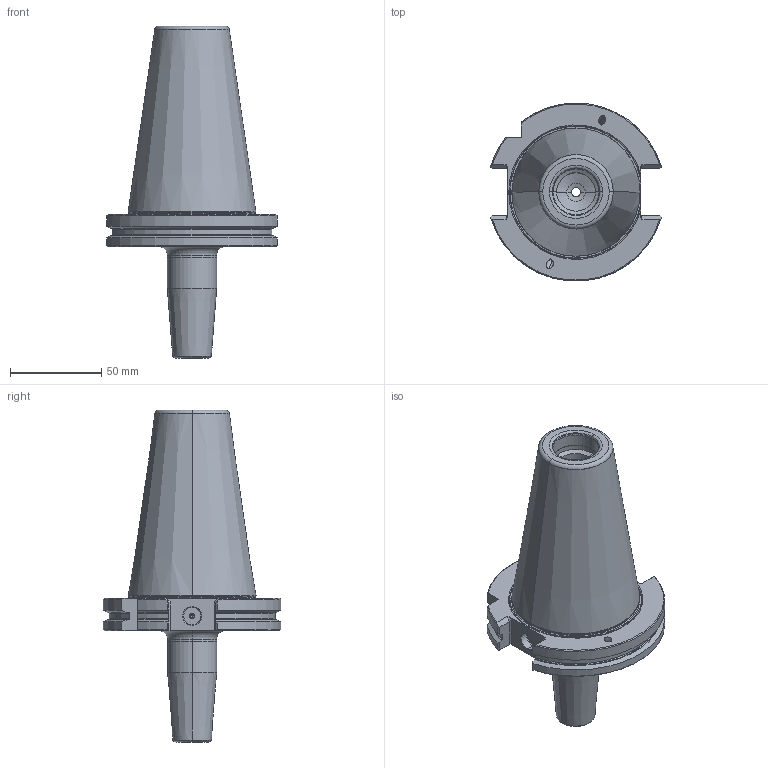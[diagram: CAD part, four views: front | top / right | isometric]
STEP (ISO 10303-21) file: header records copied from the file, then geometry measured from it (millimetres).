
FILE_DESCRIPTION(('no description'),'unknown implementation level');
FILE_NAME('1F6FC9C3-0A34-4522-A430-00B29BED4A24_export.stp',' ',('CIMSOURCE GmbH'),('CADClick - KiM GmbH - www.kimweb.de'),'unknown preprocess','ACIS','unknown authorization');
FILE_SCHEMA(('automotive_design'));
Length unit declared in the file: millimetre
Products named in the file (1): NONE
Bounding box: 93.52 x 97.27 x 181.6 mm (x, y, z)
Volume: 353114.7 mm3; surface area: 51141.3 mm2
Topology: 1 solids, 1 shells, 182 faces, 439 edges, 268 vertices
Faces by surface type: cylinder 59, plane 49, cone 44, torus 30
Entity records: 10623 total; most frequent: CARTESIAN_POINT 1364, DIRECTION 922, STYLED_ITEM 888, PRESENTATION_STYLE_ASSIGNMENT 888, COLOUR_RGB 888, ORIENTED_EDGE 874, EDGE_CURVE 437, CURVE_STYLE 437
